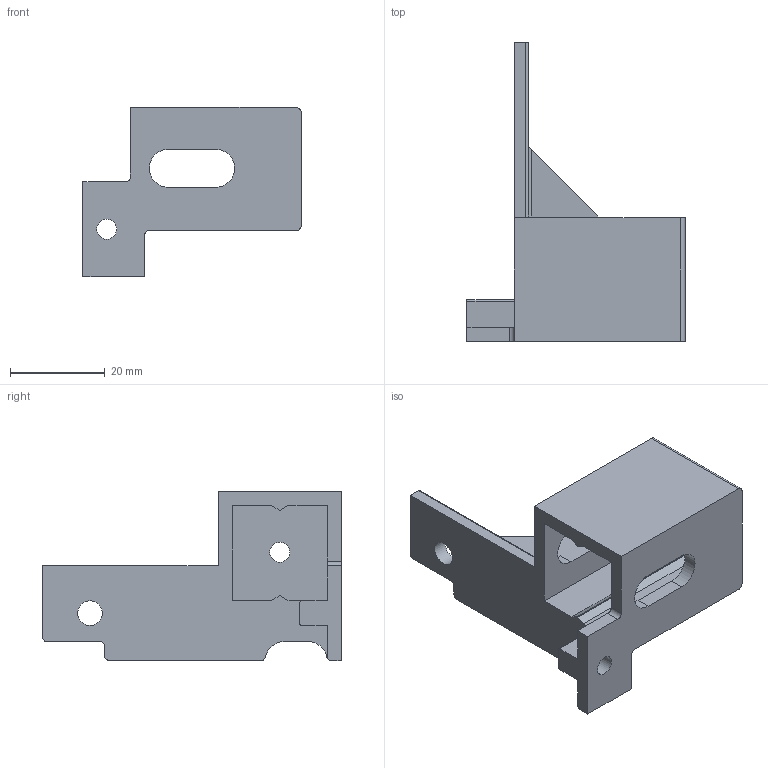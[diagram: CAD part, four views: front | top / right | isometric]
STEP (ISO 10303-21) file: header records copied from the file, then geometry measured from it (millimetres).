
FILE_DESCRIPTION(/* description */ (''),/* implementation_level */ '2;1');
FILE_NAME(/* name */ 'X_belt1.stp',/* time_stamp */ '2023-03-07T14:39:06+03:00',/* author */ ('Josh'),/* organization */ (''),/* preprocessor_version */ 'ST-DEVELOPER v19',/* originating_system */ 'Autodesk Inventor 2023',/* authorisation */ '');
FILE_SCHEMA (('AUTOMOTIVE_DESIGN { 1 0 10303 214 3 1 1 }'));
Length unit declared in the file: millimetre
Products named in the file (1): X_belt1
Bounding box: 46 x 63 x 35.69 mm (x, y, z)
Volume: 14856.6 mm3; surface area: 10360.2 mm2
Topology: 1 solids, 1 shells, 59 faces, 173 edges, 115 vertices
Faces by surface type: plane 35, cylinder 24
Full cylindrical faces by diameter (mm): 4.2 x2, 5.2 x1
Entity records: 2031 total; most frequent: CARTESIAN_POINT 348, ORIENTED_EDGE 346, DIRECTION 342, EDGE_CURVE 173, LINE 124, VECTOR 124, VERTEX_POINT 115, AXIS2_PLACEMENT_3D 109
